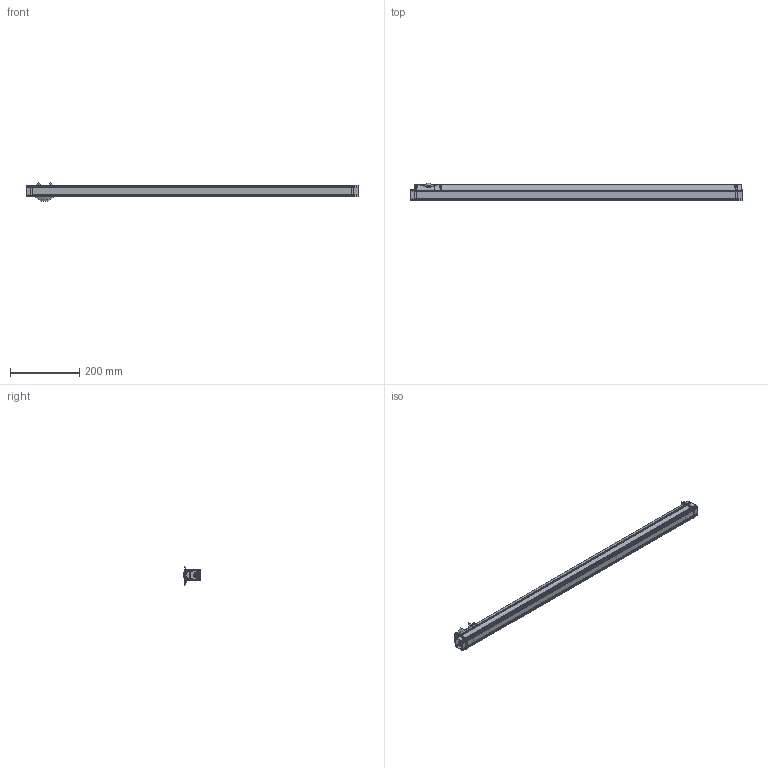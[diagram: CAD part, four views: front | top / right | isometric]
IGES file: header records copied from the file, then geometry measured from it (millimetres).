
Start section:  PTC IGES file: 190878.igs
Global section: file name: 190878.igs; native system: Creo Parametric by Parametric Technology Corporation; preprocessor: 2013230; author: pdmadmin; organization: Unknown; date: 20151022.105140; units: millimetre
Bounding box: 956.8 x 51.11 x 54.63 mm (x, y, z)
Volume: 256097.3 mm3; surface area: 1909005 mm2
Topology: 24 solids, 24 shells, 4180 faces, 22091 edges, 28305 vertices
Faces by surface type: revolution 2320, bspline 1860
